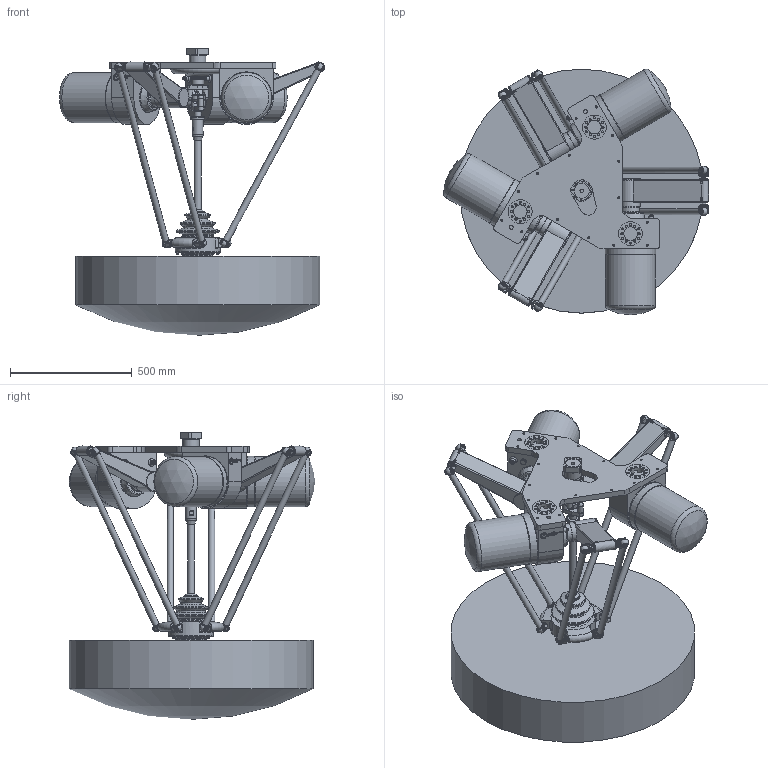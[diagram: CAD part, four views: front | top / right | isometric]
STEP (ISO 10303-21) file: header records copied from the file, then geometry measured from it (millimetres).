
FILE_DESCRIPTION(/* description */ (''),/* implementation_level */ '2;1');
FILE_NAME(/* name */ '3D-model_A_00027-01.stp',/* time_stamp */ '2022-06-17T09:46:19+02:00',/* author */ ('michael.schutter'),/* organization */ ('Majatronic'),/* preprocessor_version */ 'ST-DEVELOPER v16.5',/* originating_system */ 'Autodesk Inventor 2017',/* authorisation */ '');
FILE_SCHEMA (('AUTOMOTIVE_DESIGN { 1 0 10303 214 3 1 1 }'));
Length unit declared in the file: millimetre
Products named in the file (15): MT_BGR00020229MT_BGR; MT_BGR00018389MT_BGR; MT_WST00056794MT_WST; MT_WST00056859MT_WST; MT_WST00056978MT_WST; MT_WST00056879MT_WST; MT_WST00056878MT_WST; MT_WST00064078MT_WST; MT_WST00060603MT_WST; MT_WST00060600MT_WST; MT_WST00055534MT_WST; MT_WST00064079MT_WST; MT_WST00064080MT_WST; MT_WST00064081MT_WST; MT_WST00056181MT_WST
Assembly tree (28 placements, depth 3):
  MT_BGR00020229MT_BGR
    MT_BGR00018389MT_BGR
      MT_WST00056794MT_WST
      MT_WST00056859MT_WST  x3
    MT_WST00056978MT_WST
    MT_WST00056879MT_WST
    MT_WST00056878MT_WST
    MT_WST00064078MT_WST  x3
    MT_WST00060600MT_WST  x6
    MT_WST00060603MT_WST
    MT_WST00055534MT_WST
    MT_WST00064079MT_WST  x6
    MT_WST00064080MT_WST
    MT_WST00064081MT_WST
    MT_WST00056181MT_WST
Bounding box: 1086.55 x 1008.12 x 1175.38 mm (x, y, z)
Volume: 266576394 mm3; surface area: 5332473.5 mm2
Topology: 27 solids, 29 shells, 2527 faces, 6141 edges, 3922 vertices
Faces by surface type: plane 1061, cylinder 668, bspline 324, torus 304, cone 148, sphere 22
Full cylindrical faces by diameter (mm): 3.8 x2, 4 x2, 4.35 x8, 4.917 x4, 6 x8, 6.647 x6, 8 x1, 8.376 x33, 9 x18, 10 x3, 11 x27, 12 x9, 14 x9, 16 x14, 19.7 x1, 20 x6, 22 x4, 24 x4, 25.4 x6, 27 x1, 28 x2, 32 x1, 34 x6, 36 x1, 40 x1, 43 x1, 45 x4, 48 x1, 49 x1, 50 x2
Entity records: 35533 total; most frequent: CARTESIAN_POINT 10247, DIRECTION 5258, ORIENTED_EDGE 4482, EDGE_CURVE 2241, AXIS2_PLACEMENT_3D 2101, EDGE_LOOP 1677, VERTEX_POINT 1612, ADVANCED_FACE 1119
